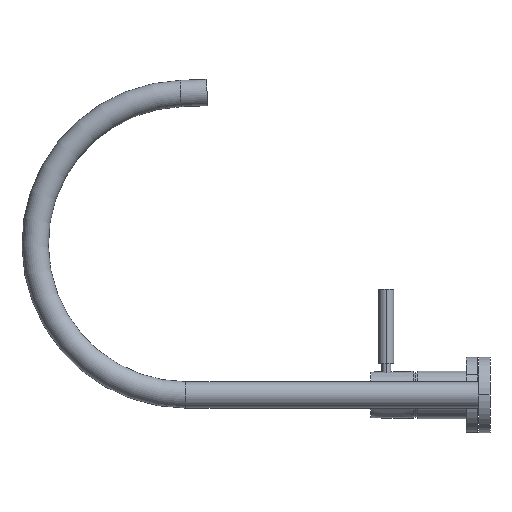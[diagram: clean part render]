
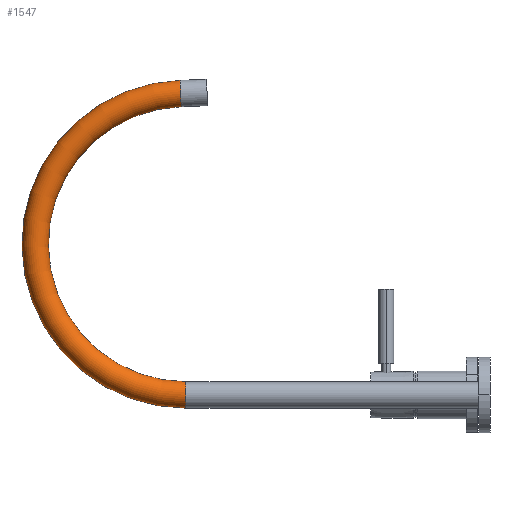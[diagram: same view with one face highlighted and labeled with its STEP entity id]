
A CAD part, left-side view. The second image highlights one B-rep face of the part: STEP entity #1547.
In plain terms, the highlighted toroidal (fillet/blend) face has major radius 120 mm and minor radius 10.5 mm.
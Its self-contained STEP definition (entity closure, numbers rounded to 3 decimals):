
#67 = CARTESIAN_POINT ( 'NONE',  ( 0., 233., 0. ) ) ;
#108 = ORIENTED_EDGE ( 'NONE', *, *, #332, .F. ) ;
#139 = CARTESIAN_POINT ( 'NONE',  ( 0., 236.821, 229.433 ) ) ;
#177 = ORIENTED_EDGE ( 'NONE', *, *, #582, .F. ) ;
#199 = VERTEX_POINT ( 'NONE', #223 ) ;
#223 = CARTESIAN_POINT ( 'NONE',  ( 0., 233., -10.5 ) ) ;
#295 = VERTEX_POINT ( 'NONE', #139 ) ;
#297 = CARTESIAN_POINT ( 'NONE',  ( 0., 237.554, 250.421 ) ) ;
#317 = DIRECTION ( 'NONE',  ( 0., 0., 1. ) ) ;
#332 = EDGE_CURVE ( 'NONE', #1262, #295, #1418, .T. ) ;
#419 = AXIS2_PLACEMENT_3D ( 'NONE', #1391, #1012, #655 ) ;
#420 = DIRECTION ( 'NONE',  ( 1., 0., 0. ) ) ;
#477 = EDGE_CURVE ( 'NONE', #1474, #295, #1370, .T. ) ;
#561 = DIRECTION ( 'NONE',  ( 0., 1., 0. ) ) ;
#582 = EDGE_CURVE ( 'NONE', #199, #1262, #908, .T. ) ;
#597 = ORIENTED_EDGE ( 'NONE', *, *, #1227, .T. ) ;
#618 = AXIS2_PLACEMENT_3D ( 'NONE', #67, #561, #317 ) ;
#624 = CARTESIAN_POINT ( 'NONE',  ( 0., 237.188, 239.927 ) ) ;
#648 = FACE_OUTER_BOUND ( 'NONE', #1087, .T. ) ;
#655 = DIRECTION ( 'NONE',  ( 0., 0., -1. ) ) ;
#704 = CARTESIAN_POINT ( 'NONE',  ( 0., 233., 10.5 ) ) ;
#816 = AXIS2_PLACEMENT_3D ( 'NONE', #1475, #420, #1130 ) ;
#908 = CIRCLE ( 'NONE', #1340, 130.5 ) ;
#964 = AXIS2_PLACEMENT_3D ( 'NONE', #624, #1459, #1109 ) ;
#1012 = DIRECTION ( 'NONE',  ( 1., 0., 0. ) ) ;
#1047 = DIRECTION ( 'NONE',  ( 1., 0., 0. ) ) ;
#1087 = EDGE_LOOP ( 'NONE', ( #177, #597, #1317, #108 ) ) ;
#1109 = DIRECTION ( 'NONE',  ( 0., -0.035, -0.999 ) ) ;
#1126 = TOROIDAL_SURFACE ( 'NONE', #419, 120., 10.5 ) ;
#1130 = DIRECTION ( 'NONE',  ( 0., 0., -1. ) ) ;
#1227 = EDGE_CURVE ( 'NONE', #199, #1474, #1399, .T. ) ;
#1262 = VERTEX_POINT ( 'NONE', #297 ) ;
#1317 = ORIENTED_EDGE ( 'NONE', *, *, #477, .T. ) ;
#1340 = AXIS2_PLACEMENT_3D ( 'NONE', #1480, #1047, #1430 ) ;
#1370 = CIRCLE ( 'NONE', #816, 109.5 ) ;
#1391 = CARTESIAN_POINT ( 'NONE',  ( 0., 233., 120. ) ) ;
#1399 = CIRCLE ( 'NONE', #618, 10.5 ) ;
#1418 = CIRCLE ( 'NONE', #964, 10.5 ) ;
#1430 = DIRECTION ( 'NONE',  ( 0., 0., -1. ) ) ;
#1459 = DIRECTION ( 'NONE',  ( 0., -0.999, 0.035 ) ) ;
#1474 = VERTEX_POINT ( 'NONE', #704 ) ;
#1475 = CARTESIAN_POINT ( 'NONE',  ( 0., 233., 120. ) ) ;
#1480 = CARTESIAN_POINT ( 'NONE',  ( 0., 233., 120. ) ) ;
#1547 = ADVANCED_FACE ( 'NONE', ( #648 ), #1126, .T. ) ;
